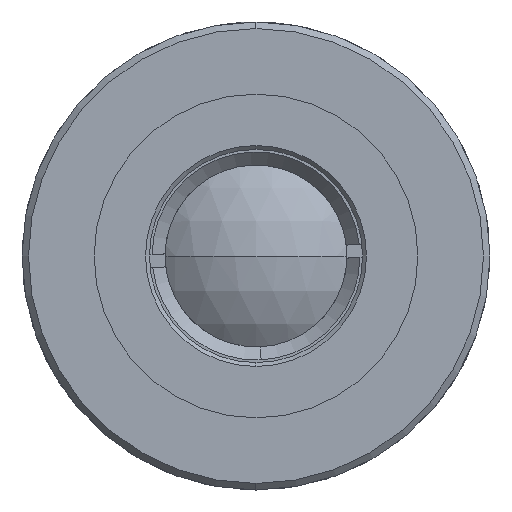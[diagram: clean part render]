
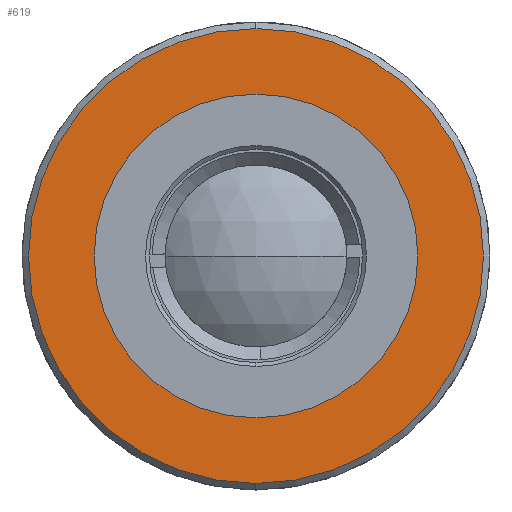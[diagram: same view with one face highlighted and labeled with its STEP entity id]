
A CAD part, left-side view. The second image highlights one B-rep face of the part: STEP entity #619.
In plain terms, the highlighted planar face has unit normal (-1, 0, 0).
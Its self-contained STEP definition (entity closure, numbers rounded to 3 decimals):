
#31 = VERTEX_POINT ( 'NONE', #572 ) ;
#39 = EDGE_CURVE ( 'NONE', #31, #4170, #664, .T. ) ;
#71 = CARTESIAN_POINT ( 'NONE',  ( -5.002, 0., -12.45 ) ) ;
#111 = AXIS2_PLACEMENT_3D ( 'NONE', #5067, #2628, #2314 ) ;
#166 = CARTESIAN_POINT ( 'NONE',  ( -5.002, 0., 0. ) ) ;
#212 = CARTESIAN_POINT ( 'NONE',  ( -5.002, 0., 0. ) ) ;
#280 = DIRECTION ( 'NONE',  ( -1., 0., 0. ) ) ;
#430 = FACE_OUTER_BOUND ( 'NONE', #3296, .T. ) ;
#572 = CARTESIAN_POINT ( 'NONE',  ( -5.002, 0., -17.5 ) ) ;
#610 = DIRECTION ( 'NONE',  ( 0., 0., 1. ) ) ;
#617 = DIRECTION ( 'NONE',  ( 0., 0., -1. ) ) ;
#619 = ADVANCED_FACE ( 'NONE', ( #430, #3585 ), #2805, .F. ) ;
#664 = CIRCLE ( 'NONE', #3793, 17.5 ) ;
#847 = DIRECTION ( 'NONE',  ( 1., 0., 0. ) ) ;
#1227 = ORIENTED_EDGE ( 'NONE', *, *, #39, .T. ) ;
#1262 = CIRCLE ( 'NONE', #4813, 17.5 ) ;
#1265 = CIRCLE ( 'NONE', #111, 12.45 ) ;
#1448 = VERTEX_POINT ( 'NONE', #4606 ) ;
#1738 = AXIS2_PLACEMENT_3D ( 'NONE', #4389, #847, #3996 ) ;
#1787 = VERTEX_POINT ( 'NONE', #71 ) ;
#1800 = DIRECTION ( 'NONE',  ( 0., 0., -1. ) ) ;
#2208 = DIRECTION ( 'NONE',  ( -1., 0., 0. ) ) ;
#2314 = DIRECTION ( 'NONE',  ( 0., 0., 1. ) ) ;
#2354 = ORIENTED_EDGE ( 'NONE', *, *, #3581, .F. ) ;
#2357 = CARTESIAN_POINT ( 'NONE',  ( -5.002, 0., 17.5 ) ) ;
#2628 = DIRECTION ( 'NONE',  ( -1., 0., 0. ) ) ;
#2805 = PLANE ( 'NONE',  #1738 ) ;
#2938 = EDGE_CURVE ( 'NONE', #4170, #31, #1262, .T. ) ;
#3296 = EDGE_LOOP ( 'NONE', ( #1227, #3495 ) ) ;
#3321 = CIRCLE ( 'NONE', #3410, 12.45 ) ;
#3410 = AXIS2_PLACEMENT_3D ( 'NONE', #166, #4571, #610 ) ;
#3495 = ORIENTED_EDGE ( 'NONE', *, *, #2938, .T. ) ;
#3581 = EDGE_CURVE ( 'NONE', #1787, #1448, #3321, .T. ) ;
#3585 = FACE_BOUND ( 'NONE', #4869, .T. ) ;
#3793 = AXIS2_PLACEMENT_3D ( 'NONE', #212, #2208, #1800 ) ;
#3807 = EDGE_CURVE ( 'NONE', #1448, #1787, #1265, .T. ) ;
#3816 = CARTESIAN_POINT ( 'NONE',  ( -5.002, 0., 0. ) ) ;
#3996 = DIRECTION ( 'NONE',  ( 0., 0., -1. ) ) ;
#4170 = VERTEX_POINT ( 'NONE', #2357 ) ;
#4306 = ORIENTED_EDGE ( 'NONE', *, *, #3807, .F. ) ;
#4389 = CARTESIAN_POINT ( 'NONE',  ( -5.002, 18., 0. ) ) ;
#4571 = DIRECTION ( 'NONE',  ( -1., 0., 0. ) ) ;
#4606 = CARTESIAN_POINT ( 'NONE',  ( -5.002, 0., 12.45 ) ) ;
#4813 = AXIS2_PLACEMENT_3D ( 'NONE', #3816, #280, #617 ) ;
#4869 = EDGE_LOOP ( 'NONE', ( #4306, #2354 ) ) ;
#5067 = CARTESIAN_POINT ( 'NONE',  ( -5.002, 0., 0. ) ) ;
